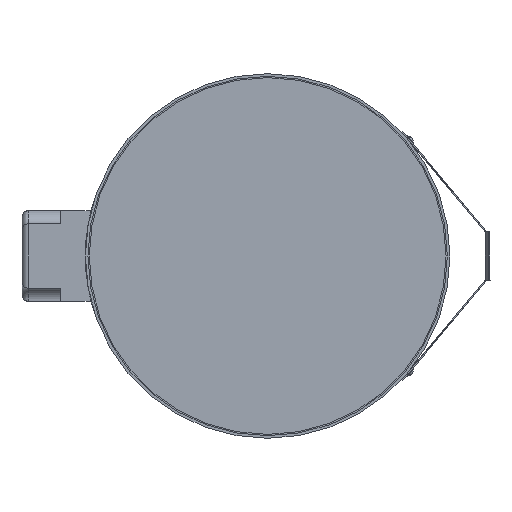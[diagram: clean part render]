
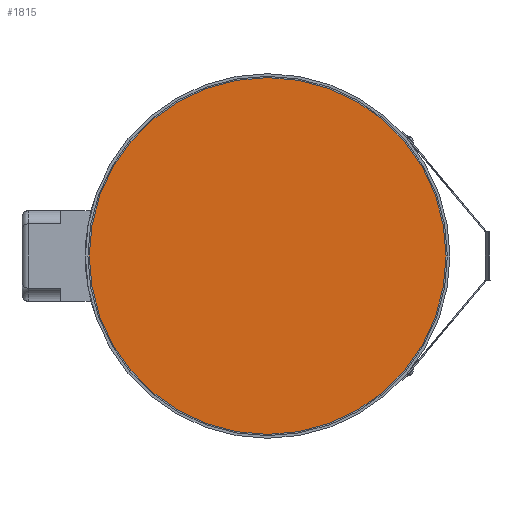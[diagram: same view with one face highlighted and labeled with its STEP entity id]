
A CAD part, left-side view. The second image highlights one B-rep face of the part: STEP entity #1815.
In plain terms, the highlighted planar face has unit normal (-1, 0, 0).
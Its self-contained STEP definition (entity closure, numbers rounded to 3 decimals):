
#1678 = VERTEX_POINT ( 'NONE', #8049 ) ;
#1736 = EDGE_CURVE ( 'NONE', #1678, #1737, #8244, .T. ) ;
#1737 = VERTEX_POINT ( 'NONE', #8239 ) ;
#1815 = ADVANCED_FACE ( 'NONE', ( #8551 ), #8576, .F. ) ;
#1816 = EDGE_LOOP ( 'NONE', ( #1817, #1819 ) ) ;
#1817 = ORIENTED_EDGE ( 'NONE', *, *, #1818, .F. ) ;
#1818 = EDGE_CURVE ( 'NONE', #1737, #1678, #8569, .T. ) ;
#1819 = ORIENTED_EDGE ( 'NONE', *, *, #1736, .F. ) ;
#8049 = CARTESIAN_POINT ( 'NONE',  ( -97.541, 0., 138. ) ) ;
#8239 = CARTESIAN_POINT ( 'NONE',  ( -97.541, 0., -138. ) ) ;
#8240 = DIRECTION ( 'NONE',  ( 0., 0., -1. ) ) ;
#8241 = DIRECTION ( 'NONE',  ( 1., 0., 0. ) ) ;
#8242 = CARTESIAN_POINT ( 'NONE',  ( -97.541, 0., 0. ) ) ;
#8243 = AXIS2_PLACEMENT_3D ( 'NONE', #8242, #8241, #8240 ) ;
#8244 = CIRCLE ( 'NONE', #8243, 138. ) ;
#8551 = FACE_OUTER_BOUND ( 'NONE', #1816, .T. ) ;
#8566 = DIRECTION ( 'NONE',  ( 0., 0., -1. ) ) ;
#8567 = DIRECTION ( 'NONE',  ( 1., 0., 0. ) ) ;
#8568 = AXIS2_PLACEMENT_3D ( 'NONE', #8575, #8567, #8566 ) ;
#8569 = CIRCLE ( 'NONE', #8568, 138. ) ;
#8571 = DIRECTION ( 'NONE',  ( 0., 0., -1. ) ) ;
#8572 = DIRECTION ( 'NONE',  ( 1., 0., 0. ) ) ;
#8573 = CARTESIAN_POINT ( 'NONE',  ( -97.541, 0., 0. ) ) ;
#8574 = AXIS2_PLACEMENT_3D ( 'NONE', #8573, #8572, #8571 ) ;
#8575 = CARTESIAN_POINT ( 'NONE',  ( -97.541, 0., 0. ) ) ;
#8576 = PLANE ( 'NONE',  #8574 ) ;
